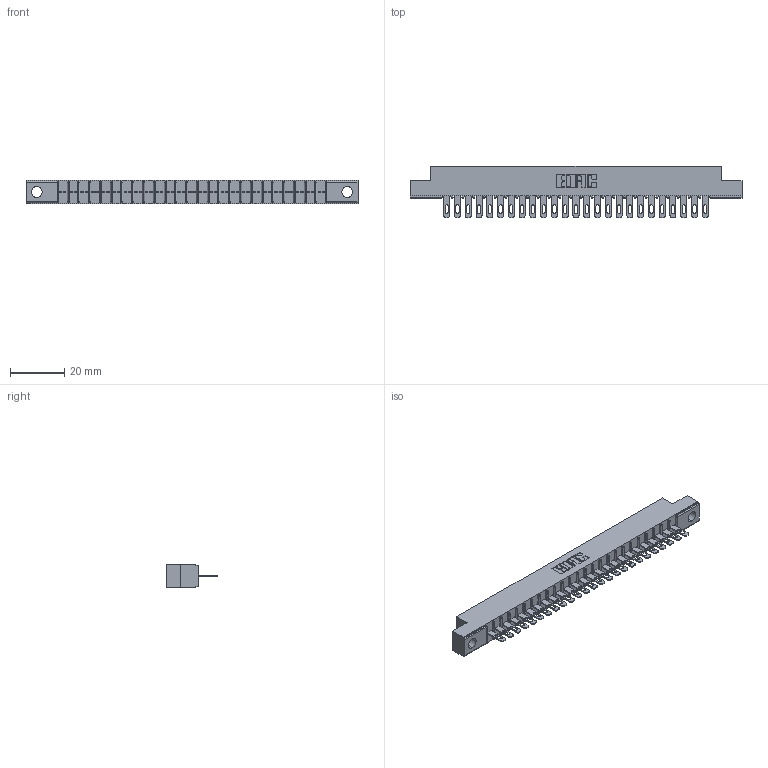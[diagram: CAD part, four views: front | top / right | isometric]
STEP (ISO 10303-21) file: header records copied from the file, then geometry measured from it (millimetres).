
FILE_DESCRIPTION (( 'STEP AP203' ), '1' );
FILE_NAME ('316-025-400-104.STEP', '2020-09-22T21:47:00', ( '' ), ( '' ), 'SwSTEP 2.0', 'SolidWorks 2020', '' );
FILE_SCHEMA (( 'CONFIG_CONTROL_DESIGN' ));
Length unit declared in the file: inch
Products named in the file (3): 306-290-001_100; 306 Part_.156 Dia; 316-025-400-104
Assembly tree (26 placements, depth 2):
  316-025-400-104
    306 Part_.156 Dia
    306-290-001_100  x25
Bounding box: 122.07 x 18.87 x 8.71 mm (x, y, z)
Volume: 8340.5 mm3; surface area: 12677.4 mm2
Topology: 26 solids, 26 shells, 2030 faces, 5727 edges, 3682 vertices
Faces by surface type: plane 1332, cylinder 598, sphere 100
Entity records: 26098 total; most frequent: CARTESIAN_POINT 4384, ORIENTED_EDGE 4342, DIRECTION 4317, EDGE_CURVE 2171, VECTOR 1695, LINE 1695, VERTEX_POINT 1378, AXIS2_PLACEMENT_3D 1311
